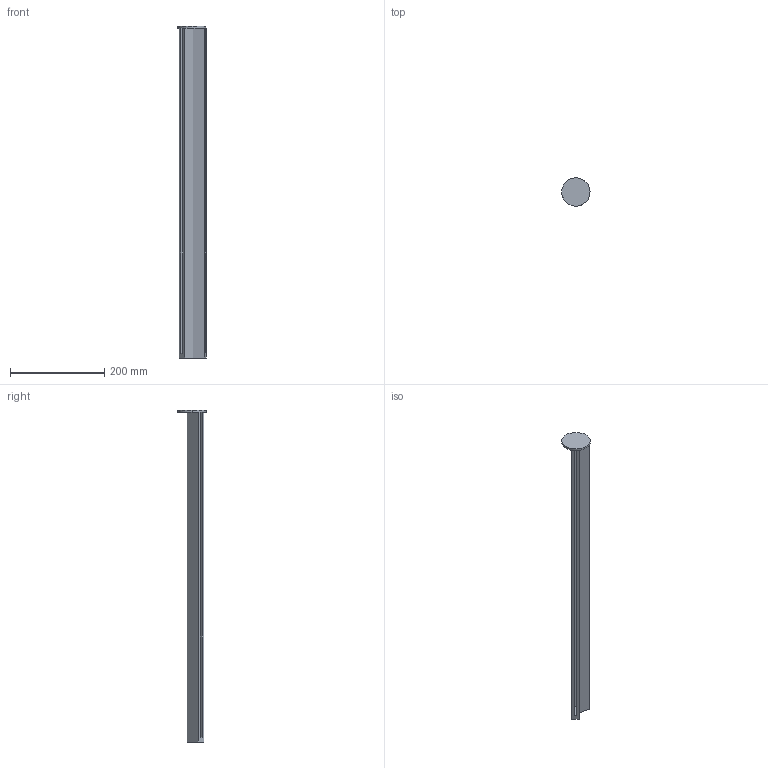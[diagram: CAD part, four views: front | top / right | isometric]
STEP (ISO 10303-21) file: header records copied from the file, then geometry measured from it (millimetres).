
FILE_DESCRIPTION (( 'STEP AP203' ), '1' );
FILE_NAME ('parc2.STEP', '2019-08-26T11:12:20', ( '' ), ( '' ), 'SwSTEP 2.0', 'SolidWorks 2018', '' );
FILE_SCHEMA (( 'CONFIG_CONTROL_DESIGN' ));
Length unit declared in the file: millimetre
Products named in the file (1): parc2
Bounding box: 60.55 x 60 x 705 mm (x, y, z)
Volume: 432354.7 mm3; surface area: 186110 mm2
Topology: 1 solids, 1 shells, 19 faces, 50 edges, 32 vertices
Faces by surface type: plane 17, cylinder 2
Entity records: 661 total; most frequent: CARTESIAN_POINT 102, ORIENTED_EDGE 100, DIRECTION 98, EDGE_CURVE 50, VECTOR 42, LINE 42, VERTEX_POINT 32, AXIS2_PLACEMENT_3D 28
